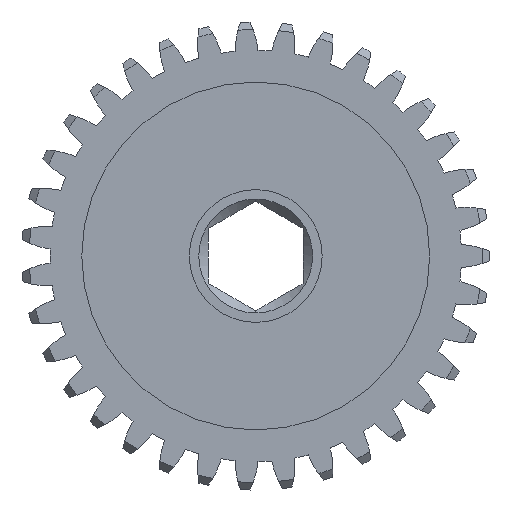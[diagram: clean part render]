
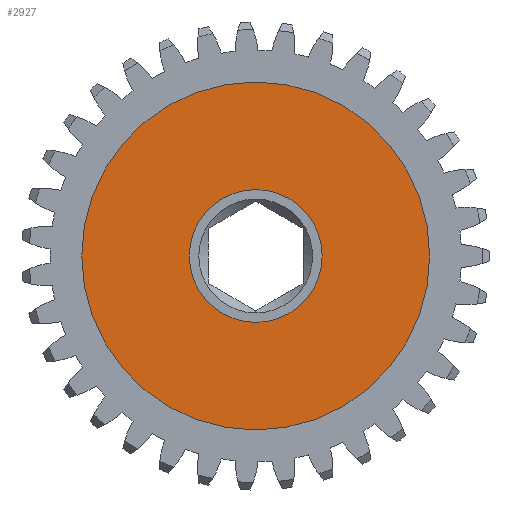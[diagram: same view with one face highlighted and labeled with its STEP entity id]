
A CAD part, left-side view. The second image highlights one B-rep face of the part: STEP entity #2927.
In plain terms, the highlighted planar face has unit normal (-1, 0, 0).
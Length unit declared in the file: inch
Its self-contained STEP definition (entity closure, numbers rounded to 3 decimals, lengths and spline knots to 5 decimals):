
#150 = FACE_BOUND ( 'NONE', #6334, .T. ) ;
#511 = CARTESIAN_POINT ( 'NONE',  ( 0.1375, 0., 0. ) ) ;
#581 = CARTESIAN_POINT ( 'NONE',  ( 0.1375, 0., 0.2625 ) ) ;
#1054 = ORIENTED_EDGE ( 'NONE', *, *, #2417, .F. ) ;
#1127 = VERTEX_POINT ( 'NONE', #3799 ) ;
#1301 = PLANE ( 'NONE',  #8302 ) ;
#1371 = EDGE_CURVE ( 'NONE', #6340, #1127, #6409, .T. ) ;
#1381 = ORIENTED_EDGE ( 'NONE', *, *, #6606, .F. ) ;
#1382 = DIRECTION ( 'NONE',  ( 1., 0., 0. ) ) ;
#1991 = DIRECTION ( 'NONE',  ( 0., 0., -1. ) ) ;
#2154 = ORIENTED_EDGE ( 'NONE', *, *, #5002, .T. ) ;
#2218 = DIRECTION ( 'NONE',  ( 1., 0., 0. ) ) ;
#2417 = EDGE_CURVE ( 'NONE', #4937, #5390, #5458, .T. ) ;
#2927 = ADVANCED_FACE ( 'NONE', ( #7148, #150 ), #1301, .F. ) ;
#3581 = AXIS2_PLACEMENT_3D ( 'NONE', #7536, #4309, #6859 ) ;
#3787 = CARTESIAN_POINT ( 'NONE',  ( 0.1375, 0., 0.6875 ) ) ;
#3799 = CARTESIAN_POINT ( 'NONE',  ( 0.1375, 0., -0.2625 ) ) ;
#4309 = DIRECTION ( 'NONE',  ( 1., 0., 0. ) ) ;
#4401 = DIRECTION ( 'NONE',  ( 1., 0., 0. ) ) ;
#4783 = DIRECTION ( 'NONE',  ( 0., 0., -1. ) ) ;
#4937 = VERTEX_POINT ( 'NONE', #6844 ) ;
#5002 = EDGE_CURVE ( 'NONE', #1127, #6340, #7787, .T. ) ;
#5390 = VERTEX_POINT ( 'NONE', #3787 ) ;
#5458 = CIRCLE ( 'NONE', #5593, 0.6875 ) ;
#5593 = AXIS2_PLACEMENT_3D ( 'NONE', #511, #4401, #1991 ) ;
#5902 = DIRECTION ( 'NONE',  ( 1., 0., 0. ) ) ;
#6334 = EDGE_LOOP ( 'NONE', ( #2154, #7019 ) ) ;
#6340 = VERTEX_POINT ( 'NONE', #581 ) ;
#6409 = CIRCLE ( 'NONE', #6543, 0.2625 ) ;
#6430 = DIRECTION ( 'NONE',  ( 0., 0., -1. ) ) ;
#6434 = EDGE_LOOP ( 'NONE', ( #1381, #1054 ) ) ;
#6543 = AXIS2_PLACEMENT_3D ( 'NONE', #7976, #2218, #4783 ) ;
#6606 = EDGE_CURVE ( 'NONE', #5390, #4937, #7993, .T. ) ;
#6844 = CARTESIAN_POINT ( 'NONE',  ( 0.1375, 0., -0.6875 ) ) ;
#6859 = DIRECTION ( 'NONE',  ( 0., 0., -1. ) ) ;
#7019 = ORIENTED_EDGE ( 'NONE', *, *, #1371, .T. ) ;
#7148 = FACE_OUTER_BOUND ( 'NONE', #6434, .T. ) ;
#7185 = CARTESIAN_POINT ( 'NONE',  ( 0.1375, 0., 0. ) ) ;
#7536 = CARTESIAN_POINT ( 'NONE',  ( 0.1375, 0., 0. ) ) ;
#7655 = AXIS2_PLACEMENT_3D ( 'NONE', #7716, #5902, #7762 ) ;
#7716 = CARTESIAN_POINT ( 'NONE',  ( 0.1375, 0., 0. ) ) ;
#7762 = DIRECTION ( 'NONE',  ( 0., 0., -1. ) ) ;
#7787 = CIRCLE ( 'NONE', #7655, 0.2625 ) ;
#7976 = CARTESIAN_POINT ( 'NONE',  ( 0.1375, 0., 0. ) ) ;
#7993 = CIRCLE ( 'NONE', #3581, 0.6875 ) ;
#8302 = AXIS2_PLACEMENT_3D ( 'NONE', #7185, #1382, #6430 ) ;
